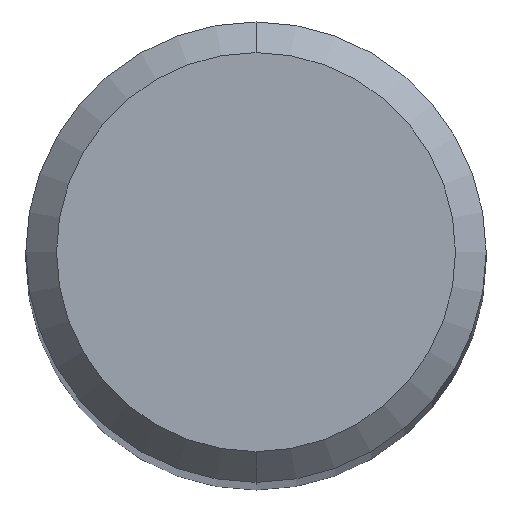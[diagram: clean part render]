
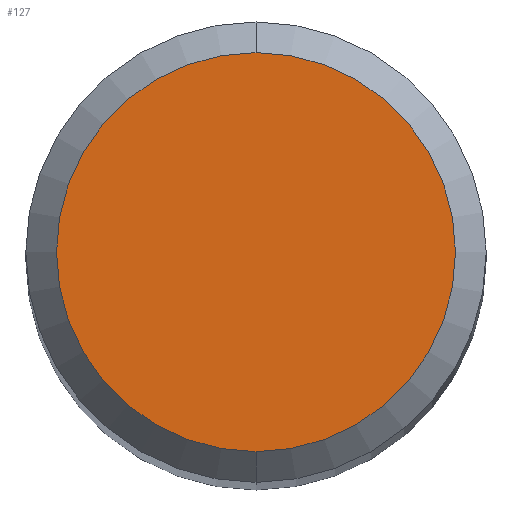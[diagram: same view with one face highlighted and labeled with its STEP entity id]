
A CAD part, top view. The second image highlights one B-rep face of the part: STEP entity #127.
In plain terms, the highlighted planar face has unit normal (0, 0, 1).
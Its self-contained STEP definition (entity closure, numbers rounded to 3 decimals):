
#103=EDGE_CURVE('',#133,#149,#246,.T.);
#127=ADVANCED_FACE('',(#274),#275,.T.);
#133=VERTEX_POINT('',#281);
#149=VERTEX_POINT('',#298);
#207=EDGE_CURVE('',#149,#133,#364,.T.);
#246=CIRCLE('',#402,2.6);
#274=FACE_OUTER_BOUND('',#436,.T.);
#275=PLANE('',#437);
#281=CARTESIAN_POINT('',(0.0,2.6,0.0));
#298=CARTESIAN_POINT('',(0.,-2.6,0.0));
#364=CIRCLE('',#550,2.6);
#402=AXIS2_PLACEMENT_3D('',#574,#575,#576);
#436=EDGE_LOOP('',(#613,#614));
#437=AXIS2_PLACEMENT_3D('',#615,#616,#617);
#550=AXIS2_PLACEMENT_3D('',#728,#729,#730);
#574=CARTESIAN_POINT('',(0.0,0.0,0.0));
#575=DIRECTION('',(0.0,0.0,-1.0));
#576=DIRECTION('',(0.0,1.0,0.0));
#613=ORIENTED_EDGE('',*,*,#103,.F.);
#614=ORIENTED_EDGE('',*,*,#207,.F.);
#615=CARTESIAN_POINT('',(0.0,1.3,0.0));
#616=DIRECTION('',(-0.0,0.0,1.0));
#617=DIRECTION('',(0.0,-1.0,0.0));
#728=CARTESIAN_POINT('',(0.0,0.0,0.0));
#729=DIRECTION('',(0.0,0.0,-1.0));
#730=DIRECTION('',(0.0,1.0,0.0));
